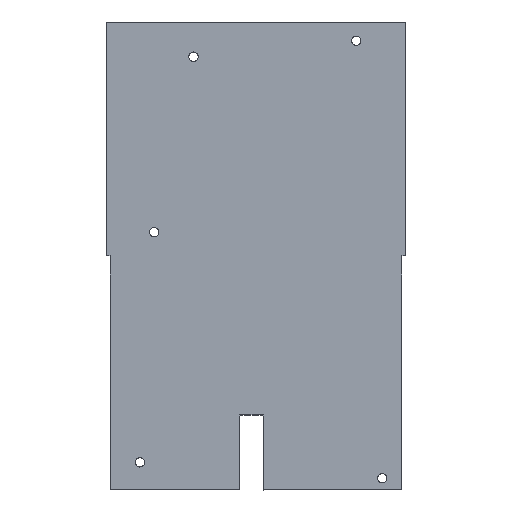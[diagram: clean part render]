
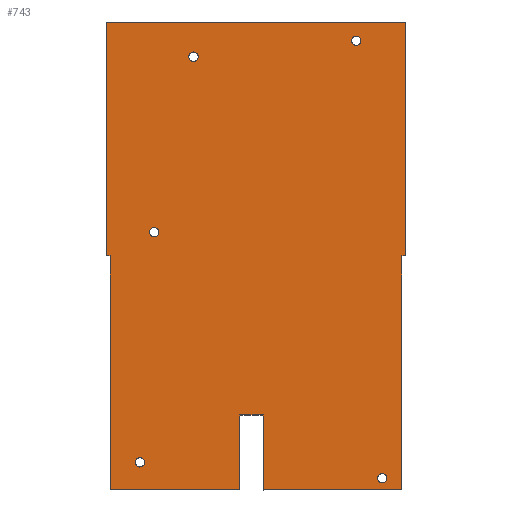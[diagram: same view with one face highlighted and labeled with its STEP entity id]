
A CAD part, top view. The second image highlights one B-rep face of the part: STEP entity #743.
In plain terms, the highlighted planar face has unit normal (0, 0, 1).
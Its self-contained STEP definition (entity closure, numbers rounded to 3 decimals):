
#61=CARTESIAN_POINT('Vertex',(34.569,60.96,0.)) ;
#64=CARTESIAN_POINT('Axis2P3D Location',(33.934,60.96,0.)) ;
#68=CARTESIAN_POINT('Vertex',(33.299,60.96,0.)) ;
#100=CARTESIAN_POINT('Axis2P3D Location',(33.934,60.96,0.)) ;
#139=CARTESIAN_POINT('Vertex',(12.471,58.801,0.)) ;
#142=CARTESIAN_POINT('Axis2P3D Location',(11.836,58.801,0.)) ;
#146=CARTESIAN_POINT('Vertex',(11.201,58.801,0.)) ;
#172=CARTESIAN_POINT('Axis2P3D Location',(11.836,58.801,0.)) ;
#214=CARTESIAN_POINT('Vertex',(7.137,34.976,0.)) ;
#217=CARTESIAN_POINT('Axis2P3D Location',(6.502,34.976,0.)) ;
#221=CARTESIAN_POINT('Vertex',(5.867,34.976,0.)) ;
#253=CARTESIAN_POINT('Axis2P3D Location',(6.502,34.976,0.)) ;
#274=CARTESIAN_POINT('Vertex',(0.,63.5,0.)) ;
#279=CARTESIAN_POINT('Line Origine',(20.32,63.5,0.)) ;
#283=CARTESIAN_POINT('Vertex',(40.64,63.5,0.)) ;
#353=CARTESIAN_POINT('Line Origine',(0.,47.625,0.)) ;
#357=CARTESIAN_POINT('Vertex',(0.,31.75,0.)) ;
#377=CARTESIAN_POINT('Line Origine',(40.64,47.625,0.)) ;
#381=CARTESIAN_POINT('Vertex',(40.64,31.75,0.)) ;
#429=CARTESIAN_POINT('Vertex',(3.937,3.734,0.)) ;
#432=CARTESIAN_POINT('Axis2P3D Location',(4.572,3.734,0.)) ;
#436=CARTESIAN_POINT('Vertex',(5.207,3.734,0.)) ;
#471=CARTESIAN_POINT('Axis2P3D Location',(4.572,3.734,0.)) ;
#516=CARTESIAN_POINT('Vertex',(36.83,1.575,0.)) ;
#519=CARTESIAN_POINT('Axis2P3D Location',(37.465,1.575,0.)) ;
#523=CARTESIAN_POINT('Vertex',(38.1,1.575,0.)) ;
#555=CARTESIAN_POINT('Axis2P3D Location',(37.465,1.575,0.)) ;
#572=CARTESIAN_POINT('Line Origine',(40.379,31.75,0.)) ;
#576=CARTESIAN_POINT('Vertex',(40.117,31.75,0.)) ;
#583=CARTESIAN_POINT('Vertex',(0.523,31.75,0.)) ;
#586=CARTESIAN_POINT('Line Origine',(0.261,31.75,0.)) ;
#611=CARTESIAN_POINT('Vertex',(0.523,0.,0.)) ;
#614=CARTESIAN_POINT('Line Origine',(0.523,15.875,0.)) ;
#619=CARTESIAN_POINT('Line Origine',(40.117,15.875,0.)) ;
#623=CARTESIAN_POINT('Vertex',(40.117,0.,0.)) ;
#671=CARTESIAN_POINT('Axis2P3D Location',(0.,0.,0.)) ;
#676=CARTESIAN_POINT('Line Origine',(30.727,0.,0.)) ;
#680=CARTESIAN_POINT('Vertex',(21.336,0.,0.)) ;
#683=CARTESIAN_POINT('Line Origine',(9.304,0.,0.)) ;
#687=CARTESIAN_POINT('Vertex',(18.086,0.,0.)) ;
#690=CARTESIAN_POINT('Line Origine',(18.086,5.08,0.)) ;
#694=CARTESIAN_POINT('Vertex',(18.086,10.16,0.)) ;
#697=CARTESIAN_POINT('Line Origine',(19.711,10.16,0.)) ;
#701=CARTESIAN_POINT('Vertex',(21.336,10.16,0.)) ;
#704=CARTESIAN_POINT('Line Origine',(21.336,5.08,0.)) ;
#281=VECTOR('Line Direction',#280,1.) ;
#355=VECTOR('Line Direction',#354,1.) ;
#379=VECTOR('Line Direction',#378,1.) ;
#574=VECTOR('Line Direction',#573,1.) ;
#588=VECTOR('Line Direction',#587,1.) ;
#616=VECTOR('Line Direction',#615,1.) ;
#621=VECTOR('Line Direction',#620,1.) ;
#678=VECTOR('Line Direction',#677,1.) ;
#685=VECTOR('Line Direction',#684,1.) ;
#692=VECTOR('Line Direction',#691,1.) ;
#699=VECTOR('Line Direction',#698,1.) ;
#706=VECTOR('Line Direction',#705,1.) ;
#65=DIRECTION('Axis2P3D Direction',(0.,0.,1.)) ;
#101=DIRECTION('Axis2P3D Direction',(0.,0.,1.)) ;
#143=DIRECTION('Axis2P3D Direction',(0.,0.,1.)) ;
#173=DIRECTION('Axis2P3D Direction',(0.,0.,1.)) ;
#218=DIRECTION('Axis2P3D Direction',(0.,0.,1.)) ;
#254=DIRECTION('Axis2P3D Direction',(0.,0.,1.)) ;
#280=DIRECTION('Vector Direction',(1.,0.,0.)) ;
#354=DIRECTION('Vector Direction',(0.,1.,0.)) ;
#378=DIRECTION('Vector Direction',(0.,-1.,0.)) ;
#433=DIRECTION('Axis2P3D Direction',(0.,0.,1.)) ;
#472=DIRECTION('Axis2P3D Direction',(0.,0.,1.)) ;
#520=DIRECTION('Axis2P3D Direction',(0.,0.,1.)) ;
#556=DIRECTION('Axis2P3D Direction',(0.,0.,1.)) ;
#573=DIRECTION('Vector Direction',(1.,0.,0.)) ;
#587=DIRECTION('Vector Direction',(1.,0.,0.)) ;
#615=DIRECTION('Vector Direction',(0.,-1.,0.)) ;
#620=DIRECTION('Vector Direction',(0.,-1.,0.)) ;
#672=DIRECTION('Axis2P3D Direction',(0.,0.,1.)) ;
#673=DIRECTION('Axis2P3D XDirection',(1.,0.,0.)) ;
#677=DIRECTION('Vector Direction',(-1.,0.,0.)) ;
#684=DIRECTION('Vector Direction',(-1.,0.,0.)) ;
#691=DIRECTION('Vector Direction',(0.,1.,0.)) ;
#698=DIRECTION('Vector Direction',(1.,0.,0.)) ;
#705=DIRECTION('Vector Direction',(0.,-1.,0.)) ;
#66=AXIS2_PLACEMENT_3D('Circle Axis2P3D',#64,#65,$) ;
#102=AXIS2_PLACEMENT_3D('Circle Axis2P3D',#100,#101,$) ;
#144=AXIS2_PLACEMENT_3D('Circle Axis2P3D',#142,#143,$) ;
#174=AXIS2_PLACEMENT_3D('Circle Axis2P3D',#172,#173,$) ;
#219=AXIS2_PLACEMENT_3D('Circle Axis2P3D',#217,#218,$) ;
#255=AXIS2_PLACEMENT_3D('Circle Axis2P3D',#253,#254,$) ;
#434=AXIS2_PLACEMENT_3D('Circle Axis2P3D',#432,#433,$) ;
#473=AXIS2_PLACEMENT_3D('Circle Axis2P3D',#471,#472,$) ;
#521=AXIS2_PLACEMENT_3D('Circle Axis2P3D',#519,#520,$) ;
#557=AXIS2_PLACEMENT_3D('Circle Axis2P3D',#555,#556,$) ;
#674=AXIS2_PLACEMENT_3D('Plane Axis2P3D',#671,#672,#673) ;
#282=LINE('Line',#279,#281) ;
#356=LINE('Line',#353,#355) ;
#380=LINE('Line',#377,#379) ;
#575=LINE('Line',#572,#574) ;
#589=LINE('Line',#586,#588) ;
#617=LINE('Line',#614,#616) ;
#622=LINE('Line',#619,#621) ;
#679=LINE('Line',#676,#678) ;
#686=LINE('Line',#683,#685) ;
#693=LINE('Line',#690,#692) ;
#700=LINE('Line',#697,#699) ;
#707=LINE('Line',#704,#706) ;
#67=CIRCLE('generated circle',#66,0.635) ;
#103=CIRCLE('generated circle',#102,0.635) ;
#145=CIRCLE('generated circle',#144,0.635) ;
#175=CIRCLE('generated circle',#174,0.635) ;
#220=CIRCLE('generated circle',#219,0.635) ;
#256=CIRCLE('generated circle',#255,0.635) ;
#435=CIRCLE('generated circle',#434,0.635) ;
#474=CIRCLE('generated circle',#473,0.635) ;
#522=CIRCLE('generated circle',#521,0.635) ;
#558=CIRCLE('generated circle',#557,0.635) ;
#675=PLANE('',#674) ;
#726=FACE_BOUND('',#723,.T.) ;
#730=FACE_BOUND('',#727,.T.) ;
#734=FACE_BOUND('',#731,.T.) ;
#738=FACE_BOUND('',#735,.T.) ;
#742=FACE_BOUND('',#739,.T.) ;
#70=EDGE_CURVE('',#62,#69,#67,.T.) ;
#104=EDGE_CURVE('',#69,#62,#103,.T.) ;
#148=EDGE_CURVE('',#140,#147,#145,.T.) ;
#176=EDGE_CURVE('',#147,#140,#175,.T.) ;
#223=EDGE_CURVE('',#215,#222,#220,.T.) ;
#257=EDGE_CURVE('',#222,#215,#256,.T.) ;
#285=EDGE_CURVE('',#284,#275,#282,.F.) ;
#359=EDGE_CURVE('',#275,#358,#356,.F.) ;
#383=EDGE_CURVE('',#382,#284,#380,.F.) ;
#438=EDGE_CURVE('',#430,#437,#435,.T.) ;
#475=EDGE_CURVE('',#437,#430,#474,.T.) ;
#525=EDGE_CURVE('',#517,#524,#522,.T.) ;
#559=EDGE_CURVE('',#524,#517,#558,.T.) ;
#578=EDGE_CURVE('',#577,#382,#575,.T.) ;
#590=EDGE_CURVE('',#358,#584,#589,.T.) ;
#618=EDGE_CURVE('',#612,#584,#617,.F.) ;
#625=EDGE_CURVE('',#624,#577,#622,.F.) ;
#682=EDGE_CURVE('',#681,#624,#679,.F.) ;
#689=EDGE_CURVE('',#612,#688,#686,.F.) ;
#696=EDGE_CURVE('',#695,#688,#693,.F.) ;
#703=EDGE_CURVE('',#702,#695,#700,.F.) ;
#708=EDGE_CURVE('',#681,#702,#707,.F.) ;
#710=ORIENTED_EDGE('',*,*,#682,.T.) ;
#711=ORIENTED_EDGE('',*,*,#625,.T.) ;
#712=ORIENTED_EDGE('',*,*,#578,.T.) ;
#713=ORIENTED_EDGE('',*,*,#383,.T.) ;
#714=ORIENTED_EDGE('',*,*,#285,.T.) ;
#715=ORIENTED_EDGE('',*,*,#359,.T.) ;
#716=ORIENTED_EDGE('',*,*,#590,.T.) ;
#717=ORIENTED_EDGE('',*,*,#618,.F.) ;
#718=ORIENTED_EDGE('',*,*,#689,.T.) ;
#719=ORIENTED_EDGE('',*,*,#696,.F.) ;
#720=ORIENTED_EDGE('',*,*,#703,.F.) ;
#721=ORIENTED_EDGE('',*,*,#708,.F.) ;
#724=ORIENTED_EDGE('',*,*,#438,.F.) ;
#725=ORIENTED_EDGE('',*,*,#475,.F.) ;
#728=ORIENTED_EDGE('',*,*,#257,.F.) ;
#729=ORIENTED_EDGE('',*,*,#223,.F.) ;
#732=ORIENTED_EDGE('',*,*,#176,.F.) ;
#733=ORIENTED_EDGE('',*,*,#148,.F.) ;
#736=ORIENTED_EDGE('',*,*,#104,.F.) ;
#737=ORIENTED_EDGE('',*,*,#70,.F.) ;
#740=ORIENTED_EDGE('',*,*,#525,.F.) ;
#741=ORIENTED_EDGE('',*,*,#559,.F.) ;
#709=EDGE_LOOP('',(#710,#711,#712,#713,#714,#715,#716,#717,#718,#719,#720,#721)) ;
#723=EDGE_LOOP('',(#724,#725)) ;
#727=EDGE_LOOP('',(#728,#729)) ;
#731=EDGE_LOOP('',(#732,#733)) ;
#735=EDGE_LOOP('',(#736,#737)) ;
#739=EDGE_LOOP('',(#740,#741)) ;
#62=VERTEX_POINT('',#61) ;
#69=VERTEX_POINT('',#68) ;
#140=VERTEX_POINT('',#139) ;
#147=VERTEX_POINT('',#146) ;
#215=VERTEX_POINT('',#214) ;
#222=VERTEX_POINT('',#221) ;
#275=VERTEX_POINT('',#274) ;
#284=VERTEX_POINT('',#283) ;
#358=VERTEX_POINT('',#357) ;
#382=VERTEX_POINT('',#381) ;
#430=VERTEX_POINT('',#429) ;
#437=VERTEX_POINT('',#436) ;
#517=VERTEX_POINT('',#516) ;
#524=VERTEX_POINT('',#523) ;
#577=VERTEX_POINT('',#576) ;
#584=VERTEX_POINT('',#583) ;
#612=VERTEX_POINT('',#611) ;
#624=VERTEX_POINT('',#623) ;
#681=VERTEX_POINT('',#680) ;
#688=VERTEX_POINT('',#687) ;
#695=VERTEX_POINT('',#694) ;
#702=VERTEX_POINT('',#701) ;
#743=ADVANCED_FACE('PartBody',(#722,#726,#730,#734,#738,#742),#675,.T.) ;
#722=FACE_OUTER_BOUND('',#709,.T.) ;
